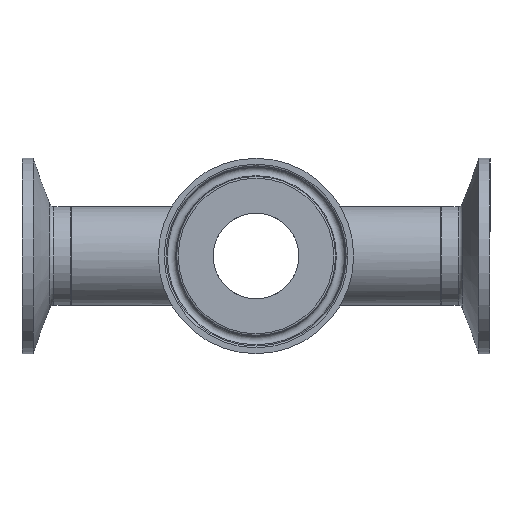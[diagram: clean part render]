
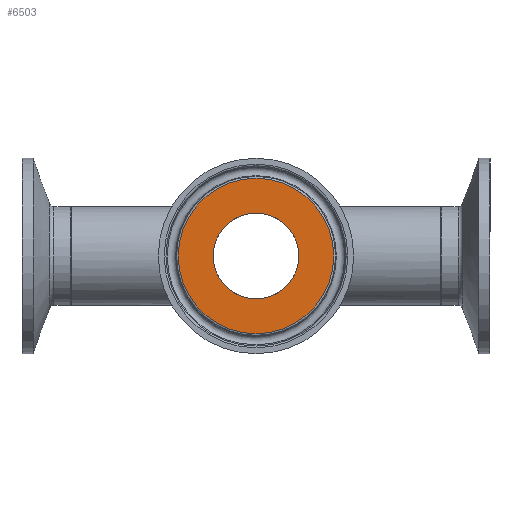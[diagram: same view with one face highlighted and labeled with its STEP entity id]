
A CAD part, front view. The second image highlights one B-rep face of the part: STEP entity #6503.
In plain terms, the highlighted planar face has unit normal (0, -1, 0).
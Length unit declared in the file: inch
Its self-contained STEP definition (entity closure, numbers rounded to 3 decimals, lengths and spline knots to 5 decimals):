
#102=FACE_BOUND('',#1477,.T.);
#103=FACE_BOUND('',#1478,.T.);
#736=PLANE('',#6931);
#1477=EDGE_LOOP('',(#5901));
#1478=EDGE_LOOP('',(#5902));
#2470=CIRCLE('',#6921,0.435);
#2474=CIRCLE('',#6928,0.78916);
#3166=VERTEX_POINT('',#13978);
#3170=VERTEX_POINT('',#13989);
#4094=EDGE_CURVE('',#3166,#3166,#2470,.T.);
#4098=EDGE_CURVE('',#3170,#3170,#2474,.T.);
#5901=ORIENTED_EDGE('',*,*,#4094,.T.);
#5902=ORIENTED_EDGE('',*,*,#4098,.F.);
#6503=ADVANCED_FACE('',(#102,#103),#736,.T.);
#6921=AXIS2_PLACEMENT_3D('',#13979,#8138,#8139);
#6928=AXIS2_PLACEMENT_3D('',#13990,#8152,#8153);
#6931=AXIS2_PLACEMENT_3D('',#13994,#8158,#8159);
#8138=DIRECTION('center_axis',(0.,1.,0.));
#8139=DIRECTION('ref_axis',(0.,0.,
1.));
#8152=DIRECTION('center_axis',(0.,1.,0.));
#8153=DIRECTION('ref_axis',(-1.,0.,0.));
#8158=DIRECTION('center_axis',(0.,-1.,0.));
#8159=DIRECTION('ref_axis',(0.,0.,-1.));
#13978=CARTESIAN_POINT('',(1.6448,-2.375,0.));
#13979=CARTESIAN_POINT('Origin',(1.2098,-2.375,0.));
#13989=CARTESIAN_POINT('',(1.99896,-2.375,0.));
#13990=CARTESIAN_POINT('Origin',(1.2098,-2.375,0.));
#13994=CARTESIAN_POINT('Origin',(2.01296,-2.375,0.));
